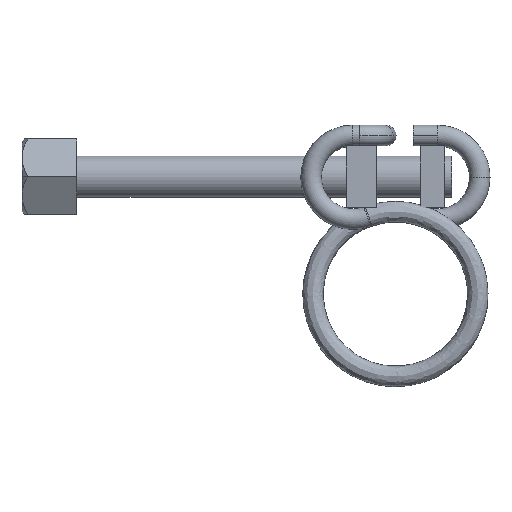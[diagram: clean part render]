
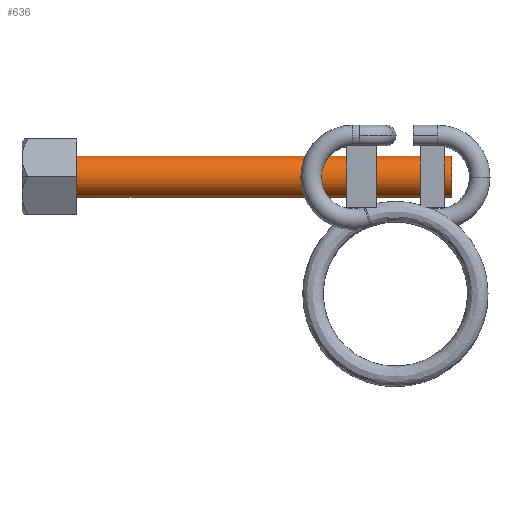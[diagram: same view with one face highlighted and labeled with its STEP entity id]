
A CAD part, top view. The second image highlights one B-rep face of the part: STEP entity #636.
In plain terms, the highlighted cylindrical face has radius 1.5 mm (diameter 3 mm), a partial arc.
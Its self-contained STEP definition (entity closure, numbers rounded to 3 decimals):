
#112 = VECTOR ( 'NONE', #5378, 1000. ) ;
#295 = CARTESIAN_POINT ( 'NONE',  ( 4.095, 8.55, 0. ) ) ;
#309 = ORIENTED_EDGE ( 'NONE', *, *, #8021, .F. ) ;
#350 = CIRCLE ( 'NONE', #8812, 1.5 ) ;
#636 = ADVANCED_FACE ( 'NONE', ( #7907 ), #3124, .T. ) ;
#1218 = DIRECTION ( 'NONE',  ( 1., 0., 0. ) ) ;
#1674 = DIRECTION ( 'NONE',  ( -1., 0., 0. ) ) ;
#1754 = CARTESIAN_POINT ( 'NONE',  ( 4.095, 7.05, 0. ) ) ;
#1957 = CARTESIAN_POINT ( 'NONE',  ( -23.205, 10.05, 0. ) ) ;
#2505 = DIRECTION ( 'NONE',  ( 0., -1., 0. ) ) ;
#2735 = EDGE_LOOP ( 'NONE', ( #4018, #8567, #5193, #309 ) ) ;
#3124 = CYLINDRICAL_SURFACE ( 'NONE', #8066, 1.5 ) ;
#3170 = DIRECTION ( 'NONE',  ( -1., 0., 0. ) ) ;
#3300 = CARTESIAN_POINT ( 'NONE',  ( -23.205, 8.55, 0. ) ) ;
#3364 = CARTESIAN_POINT ( 'NONE',  ( 4.095, 10.05, 0. ) ) ;
#3928 = CARTESIAN_POINT ( 'NONE',  ( -23.205, 7.05, 0. ) ) ;
#4018 = ORIENTED_EDGE ( 'NONE', *, *, #4563, .F. ) ;
#4185 = CARTESIAN_POINT ( 'NONE',  ( 4.095, 10.05, 0. ) ) ;
#4563 = EDGE_CURVE ( 'NONE', #6891, #6669, #6823, .T. ) ;
#5193 = ORIENTED_EDGE ( 'NONE', *, *, #8098, .T. ) ;
#5287 = LINE ( 'NONE', #3364, #112 ) ;
#5371 = VECTOR ( 'NONE', #1674, 1000. ) ;
#5378 = DIRECTION ( 'NONE',  ( -1., 0., 0. ) ) ;
#5607 = VERTEX_POINT ( 'NONE', #3928 ) ;
#5681 = AXIS2_PLACEMENT_3D ( 'NONE', #5985, #7375, #6800 ) ;
#5916 = EDGE_CURVE ( 'NONE', #6891, #7083, #5287, .T. ) ;
#5923 = LINE ( 'NONE', #1754, #5371 ) ;
#5985 = CARTESIAN_POINT ( 'NONE',  ( 4.095, 8.55, 0. ) ) ;
#6669 = VERTEX_POINT ( 'NONE', #7400 ) ;
#6800 = DIRECTION ( 'NONE',  ( 0., 1., 0. ) ) ;
#6823 = CIRCLE ( 'NONE', #5681, 1.5 ) ;
#6891 = VERTEX_POINT ( 'NONE', #4185 ) ;
#7083 = VERTEX_POINT ( 'NONE', #1957 ) ;
#7375 = DIRECTION ( 'NONE',  ( 1., 0., 0. ) ) ;
#7400 = CARTESIAN_POINT ( 'NONE',  ( 4.095, 7.05, 0. ) ) ;
#7907 = FACE_OUTER_BOUND ( 'NONE', #2735, .T. ) ;
#8021 = EDGE_CURVE ( 'NONE', #6669, #5607, #5923, .T. ) ;
#8066 = AXIS2_PLACEMENT_3D ( 'NONE', #295, #3170, #2505 ) ;
#8098 = EDGE_CURVE ( 'NONE', #7083, #5607, #350, .T. ) ;
#8180 = DIRECTION ( 'NONE',  ( 0., 1., 0. ) ) ;
#8567 = ORIENTED_EDGE ( 'NONE', *, *, #5916, .T. ) ;
#8812 = AXIS2_PLACEMENT_3D ( 'NONE', #3300, #1218, #8180 ) ;
